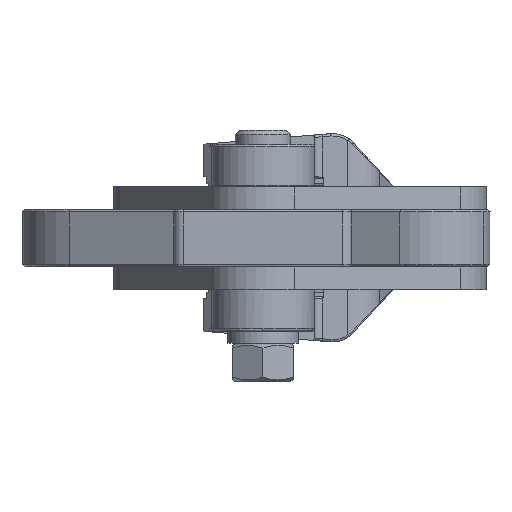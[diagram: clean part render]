
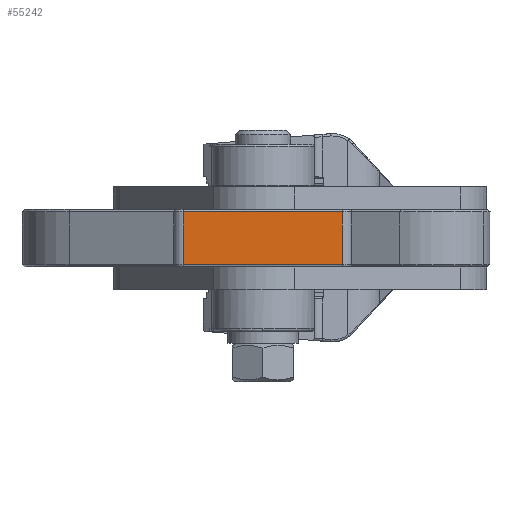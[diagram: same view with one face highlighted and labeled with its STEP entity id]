
A CAD part, front view. The second image highlights one B-rep face of the part: STEP entity #55242.
In plain terms, the highlighted planar face has unit normal (0, -1, 0).
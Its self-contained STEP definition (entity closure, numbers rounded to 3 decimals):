
#2079 = VERTEX_POINT ( 'NONE', #38653 ) ;
#2992 = VERTEX_POINT ( 'NONE', #9523 ) ;
#3833 = VERTEX_POINT ( 'NONE', #34205 ) ;
#5329 = VECTOR ( 'NONE', #39842, 1000. ) ;
#8137 = LINE ( 'NONE', #8274, #5329 ) ;
#8274 = CARTESIAN_POINT ( 'NONE',  ( 0., -28., 0.5 ) ) ;
#9345 = DIRECTION ( 'NONE',  ( -1., 0., 0. ) ) ;
#9523 = CARTESIAN_POINT ( 'NONE',  ( 17., -28., 0.5 ) ) ;
#14083 = VECTOR ( 'NONE', #21390, 1000. ) ;
#15838 = EDGE_CURVE ( 'NONE', #3833, #2079, #20037, .T. ) ;
#16028 = VERTEX_POINT ( 'NONE', #42302 ) ;
#16473 = DIRECTION ( 'NONE',  ( -1., 0., 0. ) ) ;
#17077 = CARTESIAN_POINT ( 'NONE',  ( -17., -28., 6.15 ) ) ;
#20021 = EDGE_CURVE ( 'NONE', #2992, #3833, #24513, .T. ) ;
#20037 = LINE ( 'NONE', #22758, #54649 ) ;
#20287 = DIRECTION ( 'NONE',  ( 0., 0., 1. ) ) ;
#21390 = DIRECTION ( 'NONE',  ( 0., 0., 1. ) ) ;
#22657 = ORIENTED_EDGE ( 'NONE', *, *, #15838, .T. ) ;
#22758 = CARTESIAN_POINT ( 'NONE',  ( 0., -28., 11.8 ) ) ;
#24513 = LINE ( 'NONE', #47334, #47114 ) ;
#24888 = AXIS2_PLACEMENT_3D ( 'NONE', #47841, #43489, #16473 ) ;
#27517 = LINE ( 'NONE', #17077, #14083 ) ;
#29897 = PLANE ( 'NONE',  #24888 ) ;
#34205 = CARTESIAN_POINT ( 'NONE',  ( 17., -28., 11.8 ) ) ;
#34956 = ORIENTED_EDGE ( 'NONE', *, *, #50983, .F. ) ;
#38257 = EDGE_LOOP ( 'NONE', ( #34956, #52393, #22657, #57258 ) ) ;
#38653 = CARTESIAN_POINT ( 'NONE',  ( -17., -28., 11.8 ) ) ;
#39842 = DIRECTION ( 'NONE',  ( -1., 0., 0. ) ) ;
#42302 = CARTESIAN_POINT ( 'NONE',  ( -17., -28., 0.5 ) ) ;
#43489 = DIRECTION ( 'NONE',  ( 0., 1., 0. ) ) ;
#47114 = VECTOR ( 'NONE', #20287, 1000. ) ;
#47334 = CARTESIAN_POINT ( 'NONE',  ( 17., -28., 6.15 ) ) ;
#47841 = CARTESIAN_POINT ( 'NONE',  ( 17., -28., 0.5 ) ) ;
#48275 = EDGE_CURVE ( 'NONE', #16028, #2079, #27517, .T. ) ;
#50983 = EDGE_CURVE ( 'NONE', #2992, #16028, #8137, .T. ) ;
#52393 = ORIENTED_EDGE ( 'NONE', *, *, #20021, .T. ) ;
#53510 = FACE_OUTER_BOUND ( 'NONE', #38257, .T. ) ;
#54649 = VECTOR ( 'NONE', #9345, 1000. ) ;
#55242 = ADVANCED_FACE ( 'NONE', ( #53510 ), #29897, .F. ) ;
#57258 = ORIENTED_EDGE ( 'NONE', *, *, #48275, .F. ) ;
